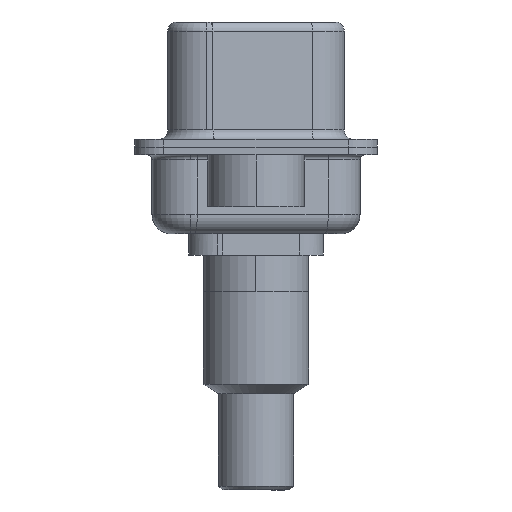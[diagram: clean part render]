
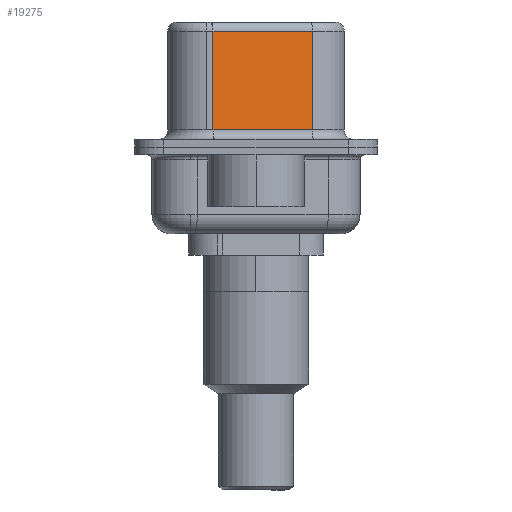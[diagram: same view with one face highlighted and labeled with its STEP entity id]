
A CAD part, left-side view. The second image highlights one B-rep face of the part: STEP entity #19275.
In plain terms, the highlighted planar face has unit normal (-0.985, -0.174, 0).
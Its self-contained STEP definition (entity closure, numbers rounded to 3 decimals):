
#307 = PLANE ( 'NONE',  #10307 ) ;
#909 = CARTESIAN_POINT ( 'NONE',  ( 4.58, -2.927, 6.02 ) ) ;
#1431 = LINE ( 'NONE', #16528, #15750 ) ;
#2743 = VECTOR ( 'NONE', #19997, 1000. ) ;
#3269 = ORIENTED_EDGE ( 'NONE', *, *, #15745, .T. ) ;
#3792 = CARTESIAN_POINT ( 'NONE',  ( 4.58, -2.927, 0.9 ) ) ;
#3914 = CARTESIAN_POINT ( 'NONE',  ( 4.58, -2.927, 0.9 ) ) ;
#4833 = CARTESIAN_POINT ( 'NONE',  ( 3.67, 2.233, 6.02 ) ) ;
#4948 = FACE_OUTER_BOUND ( 'NONE', #10036, .T. ) ;
#5039 = ORIENTED_EDGE ( 'NONE', *, *, #15732, .F. ) ;
#5435 = CARTESIAN_POINT ( 'NONE',  ( 4.58, -2.927, 6.02 ) ) ;
#6070 = ORIENTED_EDGE ( 'NONE', *, *, #12295, .T. ) ;
#7227 = DIRECTION ( 'NONE',  ( 0.985, 0.174, 0. ) ) ;
#8016 = DIRECTION ( 'NONE',  ( 0., 0., -1. ) ) ;
#8531 = LINE ( 'NONE', #3914, #20323 ) ;
#9469 = VECTOR ( 'NONE', #21302, 1000. ) ;
#9761 = VERTEX_POINT ( 'NONE', #4833 ) ;
#10036 = EDGE_LOOP ( 'NONE', ( #5039, #15241, #3269, #6070 ) ) ;
#10307 = AXIS2_PLACEMENT_3D ( 'NONE', #17459, #7227, #20789 ) ;
#10549 = VERTEX_POINT ( 'NONE', #5435 ) ;
#10846 = DIRECTION ( 'NONE',  ( 0.174, -0.985, 0. ) ) ;
#11773 = LINE ( 'NONE', #16381, #2743 ) ;
#12295 = EDGE_CURVE ( 'NONE', #19571, #19646, #8531, .T. ) ;
#14815 = LINE ( 'NONE', #909, #9469 ) ;
#15241 = ORIENTED_EDGE ( 'NONE', *, *, #19454, .T. ) ;
#15732 = EDGE_CURVE ( 'NONE', #10549, #19646, #1431, .T. ) ;
#15745 = EDGE_CURVE ( 'NONE', #9761, #19571, #11773, .T. ) ;
#15750 = VECTOR ( 'NONE', #8016, 1000. ) ;
#16381 = CARTESIAN_POINT ( 'NONE',  ( 3.67, 2.233, 6.52 ) ) ;
#16528 = CARTESIAN_POINT ( 'NONE',  ( 4.58, -2.927, 6.52 ) ) ;
#17459 = CARTESIAN_POINT ( 'NONE',  ( 4.58, -2.927, 6.52 ) ) ;
#19105 = CARTESIAN_POINT ( 'NONE',  ( 3.67, 2.233, 0.9 ) ) ;
#19275 = ADVANCED_FACE ( 'NONE', ( #4948 ), #307, .F. ) ;
#19454 = EDGE_CURVE ( 'NONE', #10549, #9761, #14815, .T. ) ;
#19571 = VERTEX_POINT ( 'NONE', #19105 ) ;
#19646 = VERTEX_POINT ( 'NONE', #3792 ) ;
#19997 = DIRECTION ( 'NONE',  ( 0., 0., -1. ) ) ;
#20323 = VECTOR ( 'NONE', #10846, 1000. ) ;
#20789 = DIRECTION ( 'NONE',  ( -0.174, 0.985, 0. ) ) ;
#21302 = DIRECTION ( 'NONE',  ( -0.174, 0.985, 0. ) ) ;
